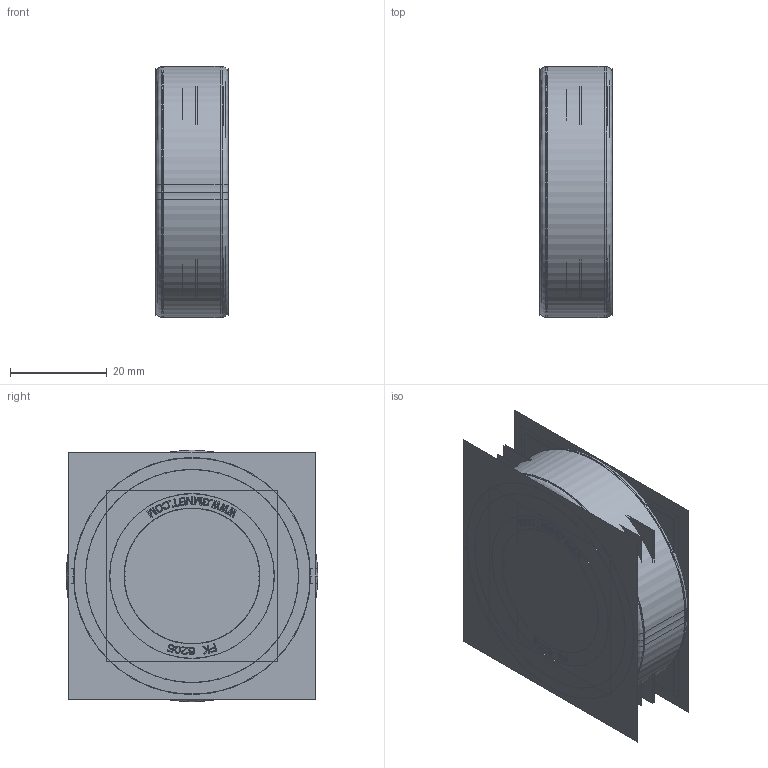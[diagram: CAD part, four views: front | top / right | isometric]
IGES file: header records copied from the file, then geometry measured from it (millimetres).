
Start section:  PTC IGES file: fk6205.igs
Global section: file name: fk6205.igs; native system: Creo Parametric by Parametric Technology Corporation; preprocessor: 2013150; author: sales 4; organization: Unknown; date: 20140325.121402; units: millimetre
Bounding box: 15.25 x 52 x 52 mm (x, y, z)
Volume: 20619.9 mm3; surface area: 146871.6 mm2
Topology: 36 solids, 36 shells, 3696 faces, 19436 edges, 24354 vertices
Faces by surface type: bspline 2176, revolution 1520
